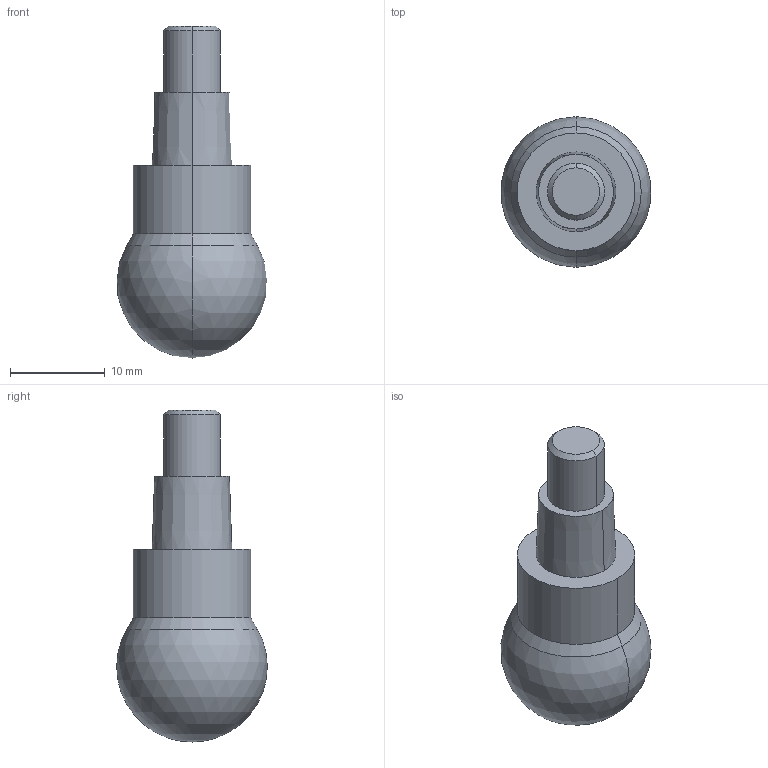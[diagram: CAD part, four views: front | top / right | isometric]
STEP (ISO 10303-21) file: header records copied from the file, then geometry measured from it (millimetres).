
FILE_DESCRIPTION(/* description */ (''),/* implementation_level */ '2;1');
FILE_NAME(/* name */ 'IMX12B4WH0625MS.stp',/* time_stamp */ '2023-10-12T14:11:44+09:00',/* author */ (''),/* organization */ (''),/* preprocessor_version */ 'ST-DEVELOPER v16',/* originating_system */ 'SIEMENS PLM Software NX 10.0',/* authorisation */ '');
FILE_SCHEMA (('AUTOMOTIVE_DESIGN { 1 0 10303 214 3 1 1 1 }'));
Length unit declared in the file: millimetre
Products named in the file (1): IMX12B4WH0625MS_ASM
Bounding box: 15.73 x 15.88 x 35 mm (x, y, z)
Volume: 3393.9 mm3; surface area: 1665.3 mm2
Topology: 2 solids, 2 shells, 17 faces, 35 edges, 26 vertices
Faces by surface type: cone 6, plane 5, cylinder 4, sphere 2
Entity records: 572 total; most frequent: DIRECTION 110, CARTESIAN_POINT 81, ORIENTED_EDGE 60, AXIS2_PLACEMENT_3D 49, EDGE_CURVE 30, CIRCLE 21, EDGE_LOOP 19, VERTEX_POINT 19
